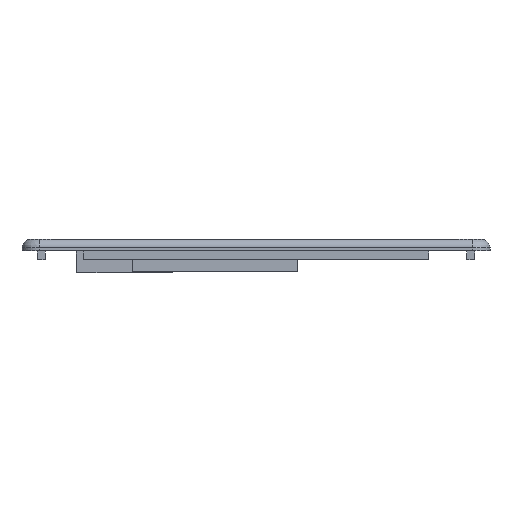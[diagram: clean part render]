
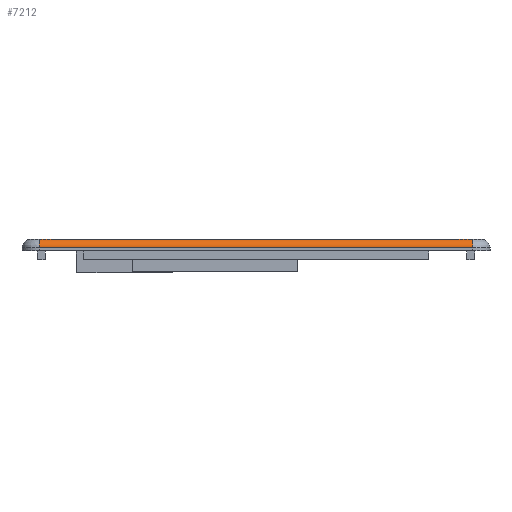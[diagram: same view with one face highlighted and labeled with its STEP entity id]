
A CAD part, left-side view. The second image highlights one B-rep face of the part: STEP entity #7212.
In plain terms, the highlighted cylindrical face has radius 1.5 mm (diameter 3 mm), a partial arc.
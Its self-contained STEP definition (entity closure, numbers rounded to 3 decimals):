
#147=B_SPLINE_CURVE_WITH_KNOTS('',3,(#10825,#10826,#10827,#10828,#10829,
#10830),.UNSPECIFIED.,.F.,.F.,(4,2,4),(0.635,0.78,
0.925),.UNSPECIFIED.);
#149=B_SPLINE_CURVE_WITH_KNOTS('',3,(#10863,#10864,#10865,#10866,#10867,
#10868),.UNSPECIFIED.,.F.,.F.,(4,2,4),(0.635,0.78,
0.925),.UNSPECIFIED.);
#202=CIRCLE('',#7630,1.5);
#203=CIRCLE('',#7631,1.5);
#277=CYLINDRICAL_SURFACE('',#7629,1.5);
#694=FACE_OUTER_BOUND('',#1078,.T.);
#1078=EDGE_LOOP('',(#5372,#5373,#5374,#5375,#5376,#5377,#5378,#5379));
#1621=LINE('',#10841,#2529);
#1624=LINE('',#10874,#2532);
#1625=LINE('',#10877,#2533);
#1626=LINE('',#10878,#2534);
#2529=VECTOR('',#8330,10.);
#2532=VECTOR('',#8351,10.);
#2533=VECTOR('',#8354,10.);
#2534=VECTOR('',#8355,10.);
#3439=VERTEX_POINT('',#10823);
#3440=VERTEX_POINT('',#10824);
#3443=VERTEX_POINT('',#10839);
#3449=VERTEX_POINT('',#10860);
#3450=VERTEX_POINT('',#10862);
#3451=VERTEX_POINT('',#10871);
#3452=VERTEX_POINT('',#10873);
#3453=VERTEX_POINT('',#10875);
#4182=EDGE_CURVE('',#3439,#3440,#147,.T.);
#4189=EDGE_CURVE('',#3439,#3443,#1621,.T.);
#4197=EDGE_CURVE('',#3449,#3450,#149,.T.);
#4199=EDGE_CURVE('',#3443,#3451,#202,.T.);
#4200=EDGE_CURVE('',#3451,#3452,#1624,.T.);
#4201=EDGE_CURVE('',#3453,#3452,#203,.T.);
#4202=EDGE_CURVE('',#3453,#3450,#1625,.T.);
#4203=EDGE_CURVE('',#3449,#3440,#1626,.T.);
#5372=ORIENTED_EDGE('',*,*,#4182,.F.);
#5373=ORIENTED_EDGE('',*,*,#4189,.T.);
#5374=ORIENTED_EDGE('',*,*,#4199,.T.);
#5375=ORIENTED_EDGE('',*,*,#4200,.T.);
#5376=ORIENTED_EDGE('',*,*,#4201,.F.);
#5377=ORIENTED_EDGE('',*,*,#4202,.T.);
#5378=ORIENTED_EDGE('',*,*,#4197,.F.);
#5379=ORIENTED_EDGE('',*,*,#4203,.T.);
#7212=ADVANCED_FACE('',(#694),#277,.T.);
#7629=AXIS2_PLACEMENT_3D('',#10870,#8347,#8348);
#7630=AXIS2_PLACEMENT_3D('',#10872,#8349,#8350);
#7631=AXIS2_PLACEMENT_3D('',#10876,#8352,#8353);
#8330=DIRECTION('',(0.,1.,0.));
#8347=DIRECTION('center_axis',(0.,-1.,0.));
#8348=DIRECTION('ref_axis',(-0.707,0.,0.707));
#8349=DIRECTION('center_axis',(0.,-1.,0.));
#8350=DIRECTION('ref_axis',(0.,0.,1.));
#8351=DIRECTION('',(0.,-1.,0.));
#8352=DIRECTION('center_axis',(0.,-1.,0.));
#8353=DIRECTION('ref_axis',(0.,0.,1.));
#8354=DIRECTION('',(0.,1.,0.));
#8355=DIRECTION('',(0.,1.,0.));
#10823=CARTESIAN_POINT('',(-45.6,37.191,19.5));
#10824=CARTESIAN_POINT('',(-45.6,34.209,19.5));
#10825=CARTESIAN_POINT('Ctrl Pts',(-45.6,37.191,19.5));
#10826=CARTESIAN_POINT('Ctrl Pts',(-45.819,36.751,19.5));
#10827=CARTESIAN_POINT('Ctrl Pts',(-45.916,36.184,19.466));
#10828=CARTESIAN_POINT('Ctrl Pts',(-45.916,35.216,19.466));
#10829=CARTESIAN_POINT('Ctrl Pts',(-45.819,34.649,19.5));
#10830=CARTESIAN_POINT('Ctrl Pts',(-45.6,34.209,19.5));
#10839=CARTESIAN_POINT('',(-45.6,37.2,19.5));
#10841=CARTESIAN_POINT('',(-45.6,20.1,19.5));
#10860=CARTESIAN_POINT('',(-45.6,-34.209,19.5));
#10862=CARTESIAN_POINT('',(-45.6,-37.191,19.5));
#10863=CARTESIAN_POINT('Ctrl Pts',(-45.6,-34.209,19.5));
#10864=CARTESIAN_POINT('Ctrl Pts',(-45.819,-34.649,
19.5));
#10865=CARTESIAN_POINT('Ctrl Pts',(-45.916,-35.216,
19.466));
#10866=CARTESIAN_POINT('Ctrl Pts',(-45.916,-36.184,
19.466));
#10867=CARTESIAN_POINT('Ctrl Pts',(-45.819,-36.751,
19.5));
#10868=CARTESIAN_POINT('Ctrl Pts',(-45.6,-37.191,19.5));
#10870=CARTESIAN_POINT('Origin',(-45.6,20.1,18.));
#10871=CARTESIAN_POINT('',(-47.1,37.2,18.));
#10872=CARTESIAN_POINT('Origin',(-45.6,37.2,18.));
#10873=CARTESIAN_POINT('',(-47.1,-37.2,18.));
#10874=CARTESIAN_POINT('',(-47.1,20.1,18.));
#10875=CARTESIAN_POINT('',(-45.6,-37.2,19.5));
#10876=CARTESIAN_POINT('Origin',(-45.6,-37.2,18.));
#10877=CARTESIAN_POINT('',(-45.6,20.1,19.5));
#10878=CARTESIAN_POINT('',(-45.6,20.1,19.5));
